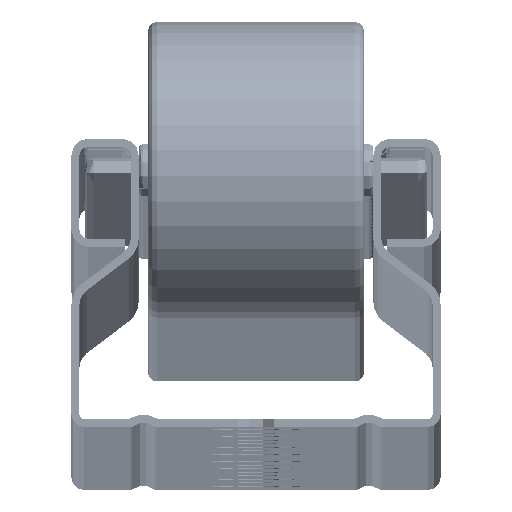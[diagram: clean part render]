
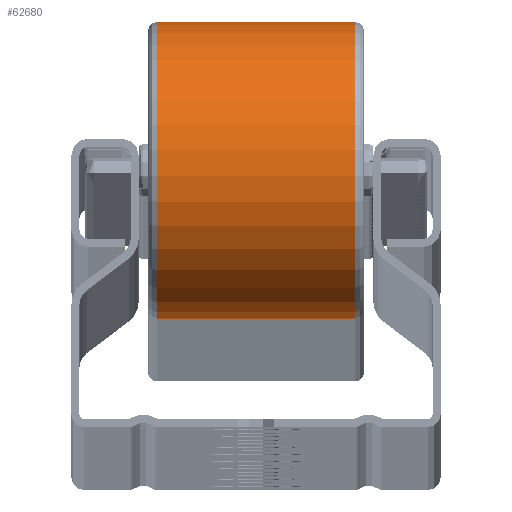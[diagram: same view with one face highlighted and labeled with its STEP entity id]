
A CAD part, top view. The second image highlights one B-rep face of the part: STEP entity #62680.
In plain terms, the highlighted cylindrical face has radius 16.5 mm (diameter 33 mm), a full revolution.
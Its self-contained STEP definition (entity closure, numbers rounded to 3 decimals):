
#5372=FACE_OUTER_BOUND('',#9162,.T.);
#9162=EDGE_LOOP('',(#58323,#58324,#58325,#58326,#58327,#58328));
#14551=LINE('',#107015,#19931);
#19931=VECTOR('',#88359,16.5);
#23930=CIRCLE('',#69415,16.5);
#23931=CIRCLE('',#69416,16.5);
#23936=CIRCLE('',#69422,16.5);
#23937=CIRCLE('',#69423,16.5);
#30177=VERTEX_POINT('',#106875);
#30178=VERTEX_POINT('',#106876);
#30181=VERTEX_POINT('',#106885);
#30182=VERTEX_POINT('',#106887);
#39543=EDGE_CURVE('',#30177,#30178,#23930,.T.);
#39544=EDGE_CURVE('',#30178,#30177,#23931,.T.);
#39549=EDGE_CURVE('',#30182,#30181,#23936,.T.);
#39550=EDGE_CURVE('',#30181,#30182,#23937,.T.);
#39613=EDGE_CURVE('',#30177,#30182,#14551,.T.);
#58323=ORIENTED_EDGE('',*,*,#39543,.T.);
#58324=ORIENTED_EDGE('',*,*,#39544,.T.);
#58325=ORIENTED_EDGE('',*,*,#39613,.T.);
#58326=ORIENTED_EDGE('',*,*,#39549,.T.);
#58327=ORIENTED_EDGE('',*,*,#39550,.T.);
#58328=ORIENTED_EDGE('',*,*,#39613,.F.);
#59999=CYLINDRICAL_SURFACE('',#69464,16.5);
#62680=ADVANCED_FACE('',(#5372),#59999,.T.);
#69415=AXIS2_PLACEMENT_3D('',#106877,#88232,#88233);
#69416=AXIS2_PLACEMENT_3D('',#106878,#88234,#88235);
#69422=AXIS2_PLACEMENT_3D('',#106888,#88246,#88247);
#69423=AXIS2_PLACEMENT_3D('',#106889,#88248,#88249);
#69464=AXIS2_PLACEMENT_3D('',#107014,#88357,#88358);
#88232=DIRECTION('center_axis',(0.,0.,1.));
#88233=DIRECTION('ref_axis',(1.,0.,0.));
#88234=DIRECTION('center_axis',(0.,0.,1.));
#88235=DIRECTION('ref_axis',(1.,0.,0.));
#88246=DIRECTION('center_axis',(0.,0.,-1.));
#88247=DIRECTION('ref_axis',(1.,0.,0.));
#88248=DIRECTION('center_axis',(0.,0.,-1.));
#88249=DIRECTION('ref_axis',(1.,0.,0.));
#88357=DIRECTION('center_axis',(0.,0.,-1.));
#88358=DIRECTION('ref_axis',(-1.,0.,0.));
#88359=DIRECTION('',(0.,0.,1.));
#106875=CARTESIAN_POINT('',(16.5,0.,1.));
#106876=CARTESIAN_POINT('',(-16.5,0.,1.));
#106877=CARTESIAN_POINT('Origin',(0.,0.,1.));
#106878=CARTESIAN_POINT('Origin',(0.,0.,1.));
#106885=CARTESIAN_POINT('',(-16.5,0.,23.));
#106887=CARTESIAN_POINT('',(16.5,0.,23.));
#106888=CARTESIAN_POINT('Origin',(0.,0.,23.));
#106889=CARTESIAN_POINT('Origin',(0.,0.,23.));
#107014=CARTESIAN_POINT('Origin',(0.,0.,24.));
#107015=CARTESIAN_POINT('',(16.5,0.,24.));
